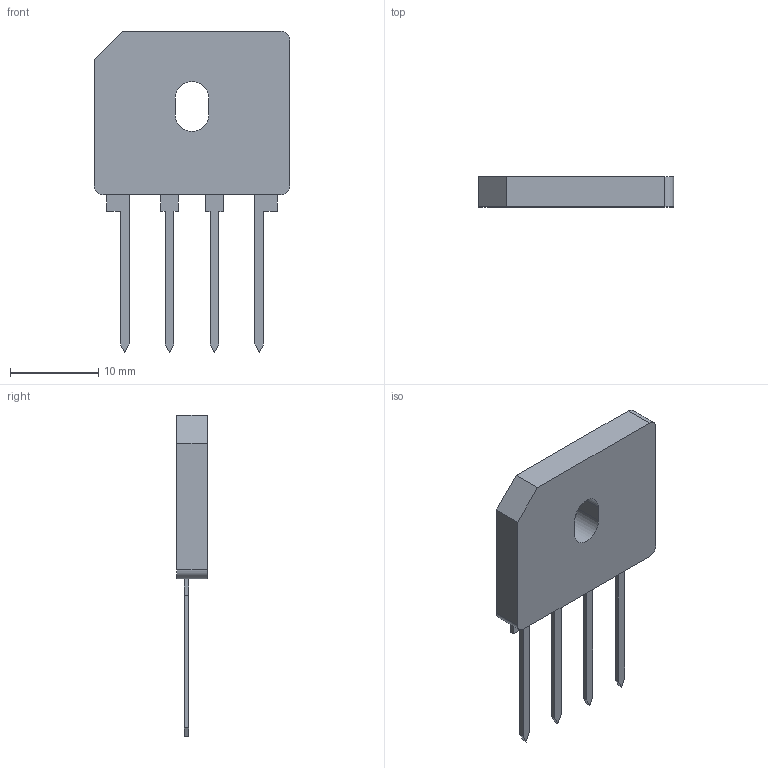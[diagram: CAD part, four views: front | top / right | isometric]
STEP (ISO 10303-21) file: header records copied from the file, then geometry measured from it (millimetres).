
FILE_DESCRIPTION(('FreeCAD Model'),'2;1');
FILE_NAME('Diode_Bridge_Vishay_GBU.step','2018-01-05T14:06:24',('kicad StepUp'),( 'ksu MCAD'),'Open CASCADE STEP processor 6.8','FreeCAD','Unknown');
FILE_SCHEMA(('AUTOMOTIVE_DESIGN_CC2 { 1 2 10303 214 -1 1 5 4 }'));
Length unit declared in the file: millimetre
Products named in the file (1): Diode_Bridge_Vishay_GBU
Bounding box: 22.1 x 3.4 x 36.4 mm (x, y, z)
Volume: 1347.7 mm3; surface area: 1316.6 mm2
Topology: 1 solids, 1 shells, 50 faces, 132 edges, 88 vertices
Faces by surface type: plane 45, cylinder 5
Entity records: 1092 total; most frequent: ORIENTED_EDGE 212, EDGE_CURVE 132, CARTESIAN_POINT 131, LINE 122, VERTEX_POINT 88, AXIS2_PLACEMENT_3D 61, FACE_BOUND 56, EDGE_LOOP 56
